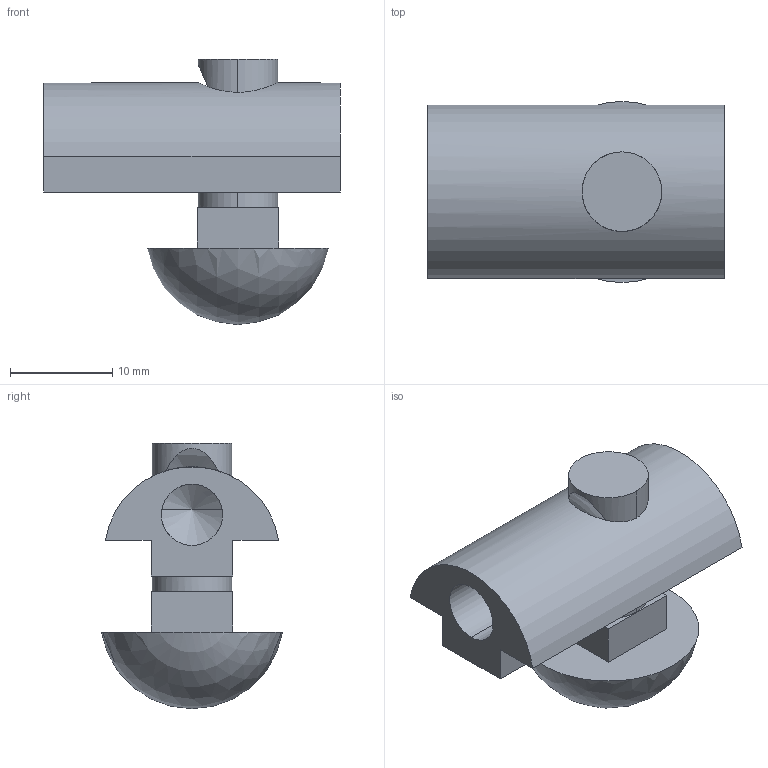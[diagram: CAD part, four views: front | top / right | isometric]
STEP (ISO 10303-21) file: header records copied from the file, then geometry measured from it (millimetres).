
FILE_DESCRIPTION((''),'2;1');
FILE_NAME('SV1241V.stp','2009-11-25T09:42:43',(''),(''),'Mechanical Desktop 2007','Mechanical Desktop 2007',', , ');
FILE_SCHEMA(('CONFIG_CONTROL_DESIGN'));
Length unit declared in the file: millimetre
Products named in the file (2): SV1241VA; SV1241V
Assembly tree (1 placements, depth 2):
  SV1241VA
    SV1241V
Bounding box: 29 x 17.75 x 26 mm (x, y, z)
Volume: 4556.2 mm3; surface area: 3190 mm2
Topology: 2 solids, 2 shells, 24 faces, 58 edges, 39 vertices
Faces by surface type: plane 14, cylinder 7, cone 2, sphere 1
Entity records: 999 total; most frequent: CARTESIAN_POINT 332, ORIENTED_EDGE 112, DIRECTION 110, EDGE_CURVE 56, VERTEX_POINT 39, AXIS2_PLACEMENT_3D 37, VECTOR 36, LINE 36
